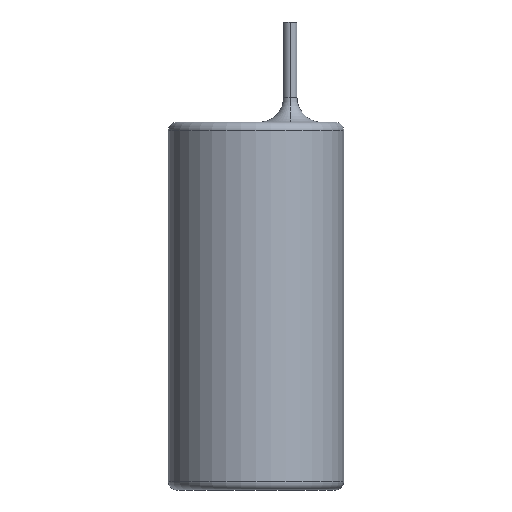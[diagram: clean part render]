
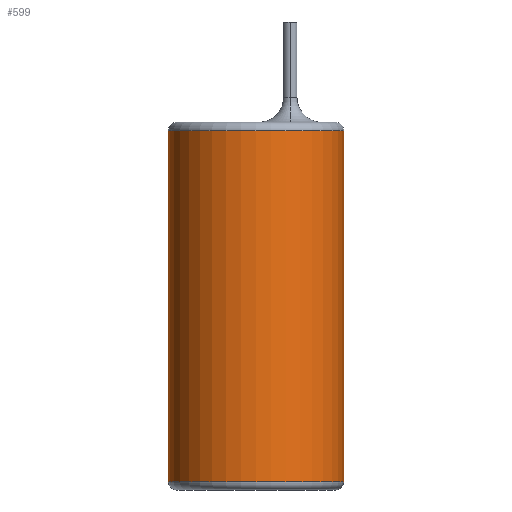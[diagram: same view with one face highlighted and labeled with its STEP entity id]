
A CAD part, left-side view. The second image highlights one B-rep face of the part: STEP entity #599.
In plain terms, the highlighted cylindrical face has radius 5.25 mm (diameter 10.5 mm), a partial arc.
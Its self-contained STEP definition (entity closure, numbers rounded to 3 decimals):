
#19 = DIRECTION ( 'NONE',  ( 0., 0., 1. ) ) ;
#72 = LINE ( 'NONE', #986, #367 ) ;
#74 = ORIENTED_EDGE ( 'NONE', *, *, #515, .T. ) ;
#84 = VECTOR ( 'NONE', #19, 1000. ) ;
#86 = EDGE_LOOP ( 'NONE', ( #795, #689, #74, #943 ) ) ;
#106 = AXIS2_PLACEMENT_3D ( 'NONE', #430, #805, #1078 ) ;
#119 = EDGE_CURVE ( 'NONE', #724, #706, #588, .T. ) ;
#130 = DIRECTION ( 'NONE',  ( 1., 0., 0. ) ) ;
#145 = CYLINDRICAL_SURFACE ( 'NONE', #106, 5.25 ) ;
#297 = CARTESIAN_POINT ( 'NONE',  ( 0., 5.25, -21.5 ) ) ;
#322 = EDGE_CURVE ( 'NONE', #819, #1067, #693, .T. ) ;
#339 = CARTESIAN_POINT ( 'NONE',  ( 0., 0., -0.5 ) ) ;
#367 = VECTOR ( 'NONE', #834, 1000. ) ;
#381 = AXIS2_PLACEMENT_3D ( 'NONE', #339, #416, #1057 ) ;
#416 = DIRECTION ( 'NONE',  ( 0., 0., -1. ) ) ;
#430 = CARTESIAN_POINT ( 'NONE',  ( 0., 0., -22. ) ) ;
#515 = EDGE_CURVE ( 'NONE', #1067, #724, #1039, .T. ) ;
#588 = CIRCLE ( 'NONE', #381, 5.25 ) ;
#599 = ADVANCED_FACE ( 'NONE', ( #978 ), #145, .T. ) ;
#621 = CARTESIAN_POINT ( 'NONE',  ( 0., -5.25, -0.5 ) ) ;
#673 = CARTESIAN_POINT ( 'NONE',  ( 0., -5.25, -22. ) ) ;
#689 = ORIENTED_EDGE ( 'NONE', *, *, #322, .T. ) ;
#693 = CIRCLE ( 'NONE', #806, 5.25 ) ;
#706 = VERTEX_POINT ( 'NONE', #1121 ) ;
#724 = VERTEX_POINT ( 'NONE', #621 ) ;
#795 = ORIENTED_EDGE ( 'NONE', *, *, #1093, .F. ) ;
#805 = DIRECTION ( 'NONE',  ( 0., 0., 1. ) ) ;
#806 = AXIS2_PLACEMENT_3D ( 'NONE', #960, #1043, #130 ) ;
#819 = VERTEX_POINT ( 'NONE', #297 ) ;
#834 = DIRECTION ( 'NONE',  ( 0., 0., 1. ) ) ;
#943 = ORIENTED_EDGE ( 'NONE', *, *, #119, .T. ) ;
#960 = CARTESIAN_POINT ( 'NONE',  ( 0., 0., -21.5 ) ) ;
#978 = FACE_OUTER_BOUND ( 'NONE', #86, .T. ) ;
#986 = CARTESIAN_POINT ( 'NONE',  ( 0., 5.25, -22. ) ) ;
#1039 = LINE ( 'NONE', #673, #84 ) ;
#1043 = DIRECTION ( 'NONE',  ( 0., 0., 1. ) ) ;
#1057 = DIRECTION ( 'NONE',  ( 1., 0., 0. ) ) ;
#1067 = VERTEX_POINT ( 'NONE', #1198 ) ;
#1078 = DIRECTION ( 'NONE',  ( 1., 0., 0. ) ) ;
#1093 = EDGE_CURVE ( 'NONE', #819, #706, #72, .T. ) ;
#1121 = CARTESIAN_POINT ( 'NONE',  ( 0., 5.25, -0.5 ) ) ;
#1198 = CARTESIAN_POINT ( 'NONE',  ( 0., -5.25, -21.5 ) ) ;
